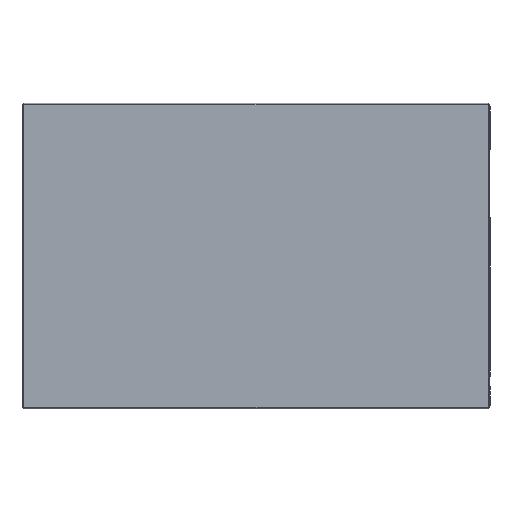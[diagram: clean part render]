
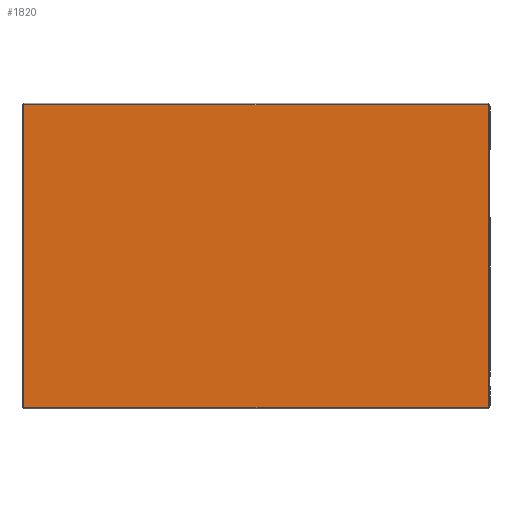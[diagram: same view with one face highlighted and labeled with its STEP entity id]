
A CAD part, front view. The second image highlights one B-rep face of the part: STEP entity #1820.
In plain terms, the highlighted planar face has unit normal (0, -1, 0).
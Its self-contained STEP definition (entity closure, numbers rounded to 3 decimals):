
#39 = LINE ( 'NONE', #1036, #1998 ) ;
#60 = PLANE ( 'NONE',  #2446 ) ;
#356 = EDGE_LOOP ( 'NONE', ( #2440, #2799, #2413, #558 ) ) ;
#369 = CARTESIAN_POINT ( 'NONE',  ( 319.8, -1.2, -207.8 ) ) ;
#379 = EDGE_CURVE ( 'NONE', #433, #2921, #39, .T. ) ;
#395 = EDGE_CURVE ( 'NONE', #2490, #2921, #2660, .T. ) ;
#433 = VERTEX_POINT ( 'NONE', #2809 ) ;
#550 = CARTESIAN_POINT ( 'NONE',  ( -319.8, -1.2, 207.8 ) ) ;
#558 = ORIENTED_EDGE ( 'NONE', *, *, #395, .F. ) ;
#779 = DIRECTION ( 'NONE',  ( -1., 0., 0. ) ) ;
#821 = CARTESIAN_POINT ( 'NONE',  ( -319.8, -1.2, -208. ) ) ;
#827 = VECTOR ( 'NONE', #2162, 1000. ) ;
#951 = VERTEX_POINT ( 'NONE', #369 ) ;
#977 = DIRECTION ( 'NONE',  ( 0., 1., 0. ) ) ;
#1011 = DIRECTION ( 'NONE',  ( 0., 0., 1. ) ) ;
#1036 = CARTESIAN_POINT ( 'NONE',  ( 319.8, -1.2, 207.8 ) ) ;
#1210 = EDGE_CURVE ( 'NONE', #2490, #951, #2573, .T. ) ;
#1317 = FACE_OUTER_BOUND ( 'NONE', #356, .T. ) ;
#1328 = EDGE_CURVE ( 'NONE', #433, #951, #1753, .T. ) ;
#1340 = DIRECTION ( 'NONE',  ( 0., 0., 1. ) ) ;
#1753 = LINE ( 'NONE', #2438, #2132 ) ;
#1820 = ADVANCED_FACE ( 'NONE', ( #1317 ), #60, .F. ) ;
#1998 = VECTOR ( 'NONE', #779, 1000. ) ;
#2132 = VECTOR ( 'NONE', #2909, 1000. ) ;
#2162 = DIRECTION ( 'NONE',  ( 1., 0., 0. ) ) ;
#2348 = CARTESIAN_POINT ( 'NONE',  ( -319.8, -1.2, -207.8 ) ) ;
#2375 = VECTOR ( 'NONE', #1340, 1000. ) ;
#2413 = ORIENTED_EDGE ( 'NONE', *, *, #379, .T. ) ;
#2438 = CARTESIAN_POINT ( 'NONE',  ( 319.8, -1.2, 208. ) ) ;
#2440 = ORIENTED_EDGE ( 'NONE', *, *, #1210, .T. ) ;
#2446 = AXIS2_PLACEMENT_3D ( 'NONE', #2924, #977, #1011 ) ;
#2490 = VERTEX_POINT ( 'NONE', #2348 ) ;
#2573 = LINE ( 'NONE', #2858, #827 ) ;
#2660 = LINE ( 'NONE', #821, #2375 ) ;
#2799 = ORIENTED_EDGE ( 'NONE', *, *, #1328, .F. ) ;
#2809 = CARTESIAN_POINT ( 'NONE',  ( 319.8, -1.2, 207.8 ) ) ;
#2858 = CARTESIAN_POINT ( 'NONE',  ( -319.8, -1.2, -207.8 ) ) ;
#2909 = DIRECTION ( 'NONE',  ( 0., 0., -1. ) ) ;
#2921 = VERTEX_POINT ( 'NONE', #550 ) ;
#2924 = CARTESIAN_POINT ( 'NONE',  ( 0., -1.2, 0. ) ) ;
